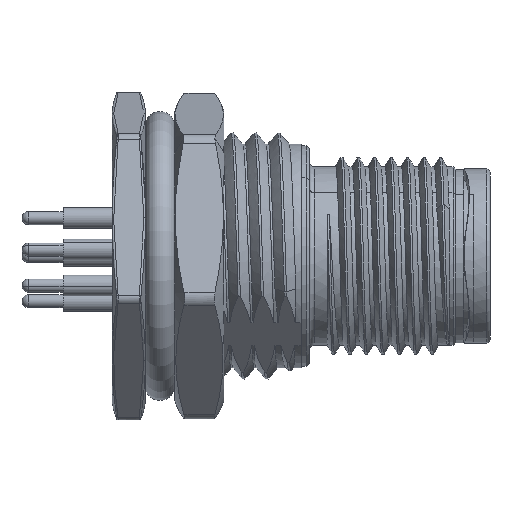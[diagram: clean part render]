
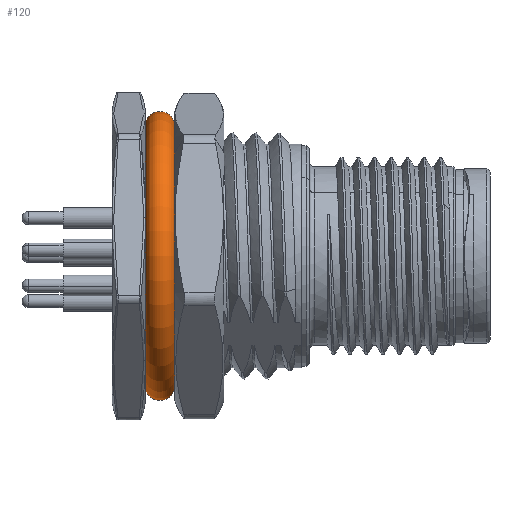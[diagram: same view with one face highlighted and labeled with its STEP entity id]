
A CAD part, top view. The second image highlights one B-rep face of the part: STEP entity #120.
In plain terms, the highlighted toroidal (fillet/blend) face has major radius 7.9 mm and minor radius 0.9 mm.
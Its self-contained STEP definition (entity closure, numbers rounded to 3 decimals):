
#57=CARTESIAN_POINT('',(-18.5,7.9,0.));
#58=DIRECTION('',(0.,0.,1.));
#59=DIRECTION('',(1.,0.,0.));
#60=AXIS2_PLACEMENT_3D('',#57,#58,#59);
#62=CARTESIAN_POINT('',(-18.5,-7.9,0.));
#63=DIRECTION('',(0.,0.,1.));
#64=DIRECTION('',(-1.,0.,0.));
#65=AXIS2_PLACEMENT_3D('',#62,#63,#64);
#87=CARTESIAN_POINT('',(-19.4,0.,0.));
#88=DIRECTION('',(1.,0.,0.));
#89=DIRECTION('',(0.,1.,0.));
#90=AXIS2_PLACEMENT_3D('',#87,#88,#89);
#92=CARTESIAN_POINT('',(-17.6,0.,0.));
#93=DIRECTION('',(-1.,0.,0.));
#94=DIRECTION('',(0.,-1.,0.));
#95=AXIS2_PLACEMENT_3D('',#92,#93,#94);
#97=CARTESIAN_POINT('',(-17.6,7.9,0.));
#98=CARTESIAN_POINT('',(-19.4,7.9,0.));
#99=VERTEX_POINT('',#97);
#100=VERTEX_POINT('',#98);
#101=CARTESIAN_POINT('',(-17.6,-7.9,0.));
#102=VERTEX_POINT('',#101);
#103=CARTESIAN_POINT('',(-19.4,-7.9,0.));
#104=VERTEX_POINT('',#103);
#105=CARTESIAN_POINT('',(-18.5,0.,0.));
#106=DIRECTION('',(1.,0.,0.));
#107=DIRECTION('',(0.,-1.,0.));
#108=AXIS2_PLACEMENT_3D('',#105,#106,#107);
#109=TOROIDAL_SURFACE('',#108,7.9,0.9);
#111=ORIENTED_EDGE('',*,*,#110,.F.);
#113=ORIENTED_EDGE('',*,*,#112,.F.);
#115=ORIENTED_EDGE('',*,*,#114,.F.);
#117=ORIENTED_EDGE('',*,*,#116,.F.);
#118=EDGE_LOOP('',(#111,#113,#115,#117));
#119=FACE_OUTER_BOUND('',#118,.F.);
#120=ADVANCED_FACE('',(#119),#109,.T.);
#61=CIRCLE('',#60,0.9);
#66=CIRCLE('',#65,0.9);
#91=CIRCLE('',#90,7.9);
#96=CIRCLE('',#95,7.9);
#110=EDGE_CURVE('',#99,#100,#61,.T.);
#112=EDGE_CURVE('',#102,#99,#96,.T.);
#114=EDGE_CURVE('',#104,#102,#66,.T.);
#116=EDGE_CURVE('',#100,#104,#91,.T.);
